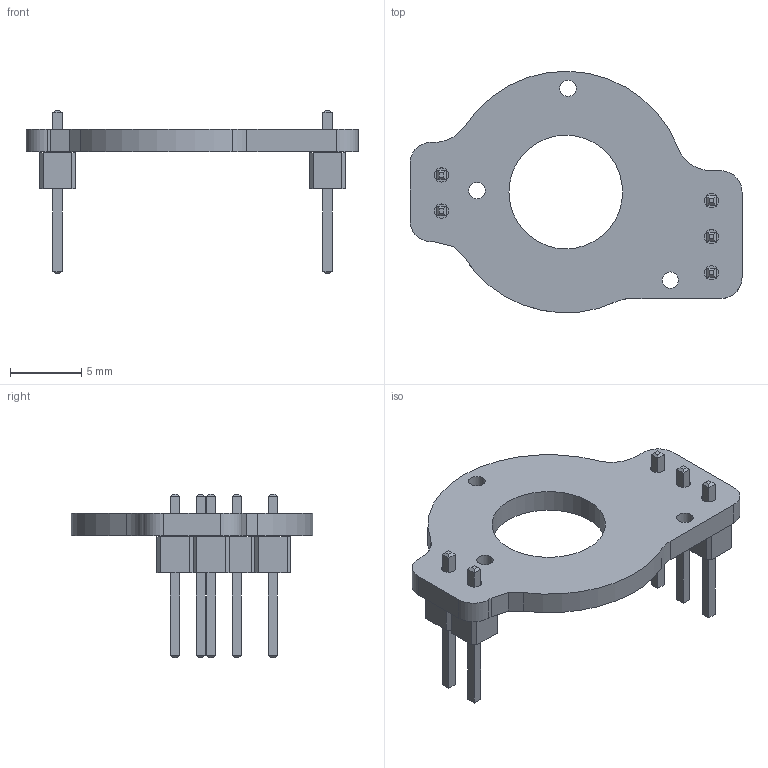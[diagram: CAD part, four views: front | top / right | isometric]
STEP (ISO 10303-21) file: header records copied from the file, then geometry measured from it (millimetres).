
FILE_DESCRIPTION(('KiCad electronic assembly'),'2;1');
FILE_NAME('LED-daughterboard.step','2020-08-11T15:59:15',('Pcbnew'),( 'Kicad'),'Open CASCADE STEP processor 6.9','KiCad to STEP converter' ,'Unknown');
FILE_SCHEMA(('AUTOMOTIVE_DESIGN { 1 0 10303 214 1 1 1 1 }'));
Length unit declared in the file: millimetre
Products named in the file (6): Open CASCADE STEP translator 6.9 1; PinHeader_1x02_P2.54mm_Vertical; SOLID; PinHeader_1x03_P2.54mm_Vertical; COMPOUND
Assembly tree (5 placements, depth 3):
  Open CASCADE STEP translator 6.9 1
    PinHeader_1x02_P2.54mm_Vertical
      SOLID
    PinHeader_1x03_P2.54mm_Vertical
      SOLID
    COMPOUND
Bounding box: 23.36 x 16.99 x 11.54 mm (x, y, z)
Volume: 471.2 mm3; surface area: 921.4 mm2
Topology: 3 solids, 3 shells, 156 faces, 380 edges, 240 vertices
Faces by surface type: bspline 128, cylinder 18, plane 10
Full cylindrical faces by diameter (mm): 1 x5, 1.152 x3, 8 x1
Entity records: 9653 total; most frequent: CARTESIAN_POINT 3048, B_SPLINE_CURVE_WITH_KNOTS 906, ORIENTED_EDGE 760, PCURVE 760, DEFINITIONAL_REPRESENTATION 760, EDGE_CURVE 380, SURFACE_CURVE 371, DIRECTION 302
